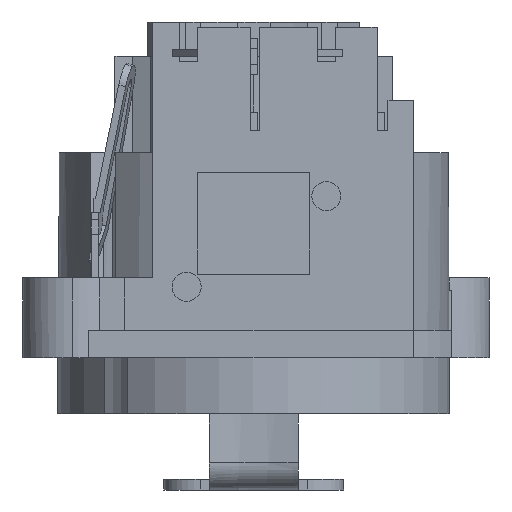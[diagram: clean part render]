
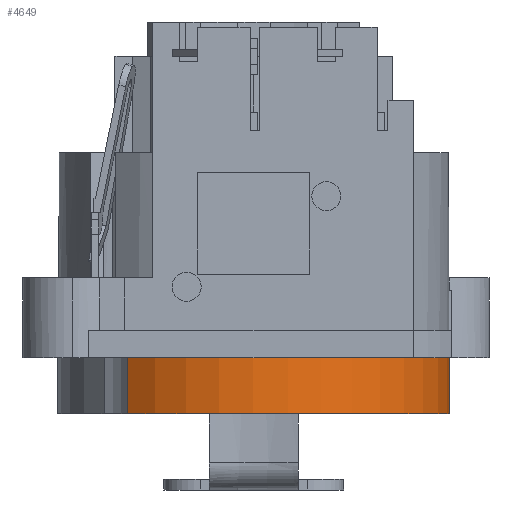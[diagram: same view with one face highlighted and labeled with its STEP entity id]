
A CAD part, left-side view. The second image highlights one B-rep face of the part: STEP entity #4649.
In plain terms, the highlighted cylindrical face has radius 10.8 mm (diameter 21.6 mm), a partial arc.
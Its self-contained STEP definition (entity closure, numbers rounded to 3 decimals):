
#3105 = PLANE('',#3106);
#3106 = AXIS2_PLACEMENT_3D('',#3107,#3108,#3109);
#3107 = CARTESIAN_POINT('',(0.,0.,0.));
#3108 = DIRECTION('',(0.,0.,1.));
#3109 = DIRECTION('',(-1.,0.,0.));
#3511 = VERTEX_POINT('',#3512);
#3512 = CARTESIAN_POINT('',(-8.251,6.968,0.));
#3527 = CYLINDRICAL_SURFACE('',#3528,3.5);
#3528 = AXIS2_PLACEMENT_3D('',#3529,#3530,#3531);
#3529 = CARTESIAN_POINT('',(-10.,10.,0.));
#3530 = DIRECTION('',(0.,0.,-1.));
#3531 = DIRECTION('',(1.,0.,0.));
#3539 = EDGE_CURVE('',#3540,#3511,#3542,.T.);
#3540 = VERTEX_POINT('',#3541);
#3541 = CARTESIAN_POINT('',(6.968,-8.251,0.));
#3542 = SURFACE_CURVE('',#3543,(#3548,#3559),.PCURVE_S1.);
#3543 = CIRCLE('',#3544,10.8);
#3544 = AXIS2_PLACEMENT_3D('',#3545,#3546,#3547);
#3545 = CARTESIAN_POINT('',(0.,0.,0.));
#3546 = DIRECTION('',(0.,0.,-1.));
#3547 = DIRECTION('',(1.,0.,0.));
#3548 = PCURVE('',#3105,#3549);
#3549 = DEFINITIONAL_REPRESENTATION('',(#3550),#3558);
#3550 = ( BOUNDED_CURVE() B_SPLINE_CURVE(2,(#3551,#3552,#3553,#3554,
#3555,#3556,#3557),.UNSPECIFIED.,.T.,.F.) B_SPLINE_CURVE_WITH_KNOTS((1,2
    ,2,2,2,1),(-2.094,0.,2.094,4.189,
6.283,8.378),.UNSPECIFIED.) CURVE() 
GEOMETRIC_REPRESENTATION_ITEM() RATIONAL_B_SPLINE_CURVE((1.,0.5,1.,0.5,
1.,0.5,1.)) REPRESENTATION_ITEM('') );
#3551 = CARTESIAN_POINT('',(-10.8,0.));
#3552 = CARTESIAN_POINT('',(-10.8,18.706));
#3553 = CARTESIAN_POINT('',(5.4,9.353));
#3554 = CARTESIAN_POINT('',(21.6,0.));
#3555 = CARTESIAN_POINT('',(5.4,-9.353));
#3556 = CARTESIAN_POINT('',(-10.8,-18.706));
#3557 = CARTESIAN_POINT('',(-10.8,0.));
#3558 = ( GEOMETRIC_REPRESENTATION_CONTEXT(2) 
PARAMETRIC_REPRESENTATION_CONTEXT() REPRESENTATION_CONTEXT('2D SPACE',''
  ) );
#3559 = PCURVE('',#3560,#3565);
#3560 = CYLINDRICAL_SURFACE('',#3561,10.8);
#3561 = AXIS2_PLACEMENT_3D('',#3562,#3563,#3564);
#3562 = CARTESIAN_POINT('',(0.,0.,0.));
#3563 = DIRECTION('',(0.,0.,-1.));
#3564 = DIRECTION('',(1.,0.,0.));
#3565 = DEFINITIONAL_REPRESENTATION('',(#3566),#3570);
#3566 = LINE('',#3567,#3568);
#3567 = CARTESIAN_POINT('',(0.,0.));
#3568 = VECTOR('',#3569,1.);
#3569 = DIRECTION('',(1.,0.));
#3570 = ( GEOMETRIC_REPRESENTATION_CONTEXT(2) 
PARAMETRIC_REPRESENTATION_CONTEXT() REPRESENTATION_CONTEXT('2D SPACE',''
  ) );
#3589 = CYLINDRICAL_SURFACE('',#3590,3.5);
#3590 = AXIS2_PLACEMENT_3D('',#3591,#3592,#3593);
#3591 = CARTESIAN_POINT('',(10.,-10.,0.));
#3592 = DIRECTION('',(0.,0.,-1.));
#3593 = DIRECTION('',(1.,0.,0.));
#4401 = PLANE('',#4402);
#4402 = AXIS2_PLACEMENT_3D('',#4403,#4404,#4405);
#4403 = CARTESIAN_POINT('',(10.,-10.,-3.1));
#4404 = DIRECTION('',(0.,0.,1.));
#4405 = DIRECTION('',(-1.,0.,0.));
#4606 = VERTEX_POINT('',#4607);
#4607 = CARTESIAN_POINT('',(6.968,-8.251,-3.1));
#4629 = EDGE_CURVE('',#3540,#4606,#4630,.T.);
#4630 = SURFACE_CURVE('',#4631,(#4635,#4642),.PCURVE_S1.);
#4631 = LINE('',#4632,#4633);
#4632 = CARTESIAN_POINT('',(6.968,-8.251,0.));
#4633 = VECTOR('',#4634,1.);
#4634 = DIRECTION('',(0.,0.,-1.));
#4635 = PCURVE('',#3589,#4636);
#4636 = DEFINITIONAL_REPRESENTATION('',(#4637),#4641);
#4637 = LINE('',#4638,#4639);
#4638 = CARTESIAN_POINT('',(3.665,0.));
#4639 = VECTOR('',#4640,1.);
#4640 = DIRECTION('',(0.,1.));
#4641 = ( GEOMETRIC_REPRESENTATION_CONTEXT(2) 
PARAMETRIC_REPRESENTATION_CONTEXT() REPRESENTATION_CONTEXT('2D SPACE',''
  ) );
#4642 = PCURVE('',#3560,#4643);
#4643 = DEFINITIONAL_REPRESENTATION('',(#4644),#4648);
#4644 = LINE('',#4645,#4646);
#4645 = CARTESIAN_POINT('',(0.87,0.));
#4646 = VECTOR('',#4647,1.);
#4647 = DIRECTION('',(0.,1.));
#4648 = ( GEOMETRIC_REPRESENTATION_CONTEXT(2) 
PARAMETRIC_REPRESENTATION_CONTEXT() REPRESENTATION_CONTEXT('2D SPACE',''
  ) );
#4649 = ADVANCED_FACE('',(#4650),#3560,.T.);
#4650 = FACE_BOUND('',#4651,.T.);
#4651 = EDGE_LOOP('',(#4652,#4675,#4701,#4702));
#4652 = ORIENTED_EDGE('',*,*,#4653,.T.);
#4653 = EDGE_CURVE('',#3511,#4654,#4656,.T.);
#4654 = VERTEX_POINT('',#4655);
#4655 = CARTESIAN_POINT('',(-8.251,6.968,-3.1));
#4656 = SURFACE_CURVE('',#4657,(#4661,#4668),.PCURVE_S1.);
#4657 = LINE('',#4658,#4659);
#4658 = CARTESIAN_POINT('',(-8.251,6.968,0.));
#4659 = VECTOR('',#4660,1.);
#4660 = DIRECTION('',(0.,0.,-1.));
#4661 = PCURVE('',#3560,#4662);
#4662 = DEFINITIONAL_REPRESENTATION('',(#4663),#4667);
#4663 = LINE('',#4664,#4665);
#4664 = CARTESIAN_POINT('',(3.843,0.));
#4665 = VECTOR('',#4666,1.);
#4666 = DIRECTION('',(0.,1.));
#4667 = ( GEOMETRIC_REPRESENTATION_CONTEXT(2) 
PARAMETRIC_REPRESENTATION_CONTEXT() REPRESENTATION_CONTEXT('2D SPACE',''
  ) );
#4668 = PCURVE('',#3527,#4669);
#4669 = DEFINITIONAL_REPRESENTATION('',(#4670),#4674);
#4670 = LINE('',#4671,#4672);
#4671 = CARTESIAN_POINT('',(1.048,0.));
#4672 = VECTOR('',#4673,1.);
#4673 = DIRECTION('',(0.,1.));
#4674 = ( GEOMETRIC_REPRESENTATION_CONTEXT(2) 
PARAMETRIC_REPRESENTATION_CONTEXT() REPRESENTATION_CONTEXT('2D SPACE',''
  ) );
#4675 = ORIENTED_EDGE('',*,*,#4676,.F.);
#4676 = EDGE_CURVE('',#4606,#4654,#4677,.T.);
#4677 = SURFACE_CURVE('',#4678,(#4683,#4690),.PCURVE_S1.);
#4678 = CIRCLE('',#4679,10.8);
#4679 = AXIS2_PLACEMENT_3D('',#4680,#4681,#4682);
#4680 = CARTESIAN_POINT('',(0.,0.,-3.1));
#4681 = DIRECTION('',(0.,0.,-1.));
#4682 = DIRECTION('',(1.,0.,0.));
#4683 = PCURVE('',#3560,#4684);
#4684 = DEFINITIONAL_REPRESENTATION('',(#4685),#4689);
#4685 = LINE('',#4686,#4687);
#4686 = CARTESIAN_POINT('',(0.,3.1));
#4687 = VECTOR('',#4688,1.);
#4688 = DIRECTION('',(1.,0.));
#4689 = ( GEOMETRIC_REPRESENTATION_CONTEXT(2) 
PARAMETRIC_REPRESENTATION_CONTEXT() REPRESENTATION_CONTEXT('2D SPACE',''
  ) );
#4690 = PCURVE('',#4401,#4691);
#4691 = DEFINITIONAL_REPRESENTATION('',(#4692),#4700);
#4692 = ( BOUNDED_CURVE() B_SPLINE_CURVE(2,(#4693,#4694,#4695,#4696,
#4697,#4698,#4699),.UNSPECIFIED.,.T.,.F.) B_SPLINE_CURVE_WITH_KNOTS((1,2
    ,2,2,2,1),(-2.094,0.,2.094,4.189,
6.283,8.378),.UNSPECIFIED.) CURVE() 
GEOMETRIC_REPRESENTATION_ITEM() RATIONAL_B_SPLINE_CURVE((1.,0.5,1.,0.5,
1.,0.5,1.)) REPRESENTATION_ITEM('') );
#4693 = CARTESIAN_POINT('',(-0.8,-10.));
#4694 = CARTESIAN_POINT('',(-0.8,8.706));
#4695 = CARTESIAN_POINT('',(15.4,-0.647));
#4696 = CARTESIAN_POINT('',(31.6,-10.));
#4697 = CARTESIAN_POINT('',(15.4,-19.353));
#4698 = CARTESIAN_POINT('',(-0.8,-28.706));
#4699 = CARTESIAN_POINT('',(-0.8,-10.));
#4700 = ( GEOMETRIC_REPRESENTATION_CONTEXT(2) 
PARAMETRIC_REPRESENTATION_CONTEXT() REPRESENTATION_CONTEXT('2D SPACE',''
  ) );
#4701 = ORIENTED_EDGE('',*,*,#4629,.F.);
#4702 = ORIENTED_EDGE('',*,*,#3539,.T.);
